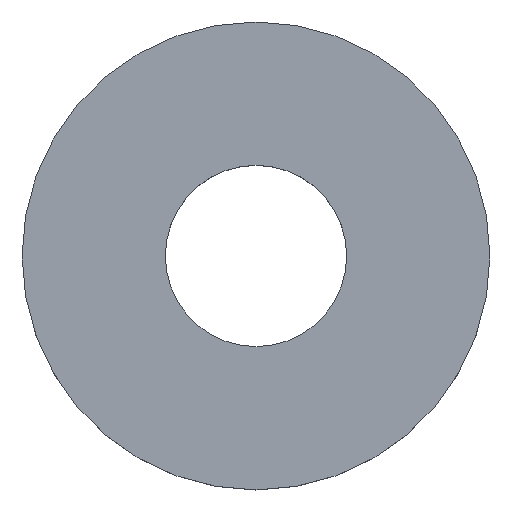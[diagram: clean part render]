
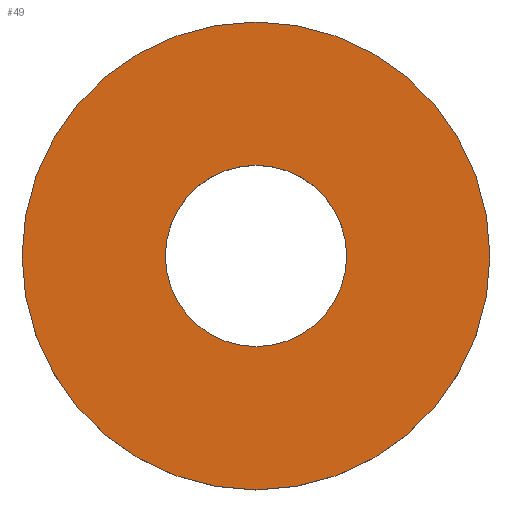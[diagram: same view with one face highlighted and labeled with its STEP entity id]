
A CAD part, top view. The second image highlights one B-rep face of the part: STEP entity #49.
In plain terms, the highlighted planar face has unit normal (0, 0, 1).
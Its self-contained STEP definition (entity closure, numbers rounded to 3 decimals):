
#49=ADVANCED_FACE('',(#61,#63),#65,.T.);
#61=FACE_BOUND('',#62,.T.);
#62=EDGE_LOOP('',(#90));
#63=FACE_BOUND('',#64,.T.);
#64=EDGE_LOOP('',(#91));
#65=PLANE('',#66);
#66=AXIS2_PLACEMENT_3D('',#67,#68,#69);
#67=CARTESIAN_POINT('',(0.,0.,2.));
#68=DIRECTION('',(0.,0.,1.));
#69=DIRECTION('',(-1.,0.,0.));
#90=ORIENTED_EDGE('',*,*,#98,.T.);
#91=ORIENTED_EDGE('',*,*,#99,.T.);
#98=EDGE_CURVE('',#104,#104,#105,.T.);
#99=EDGE_CURVE('',#106,#106,#107,.F.);
#104=VERTEX_POINT('',#118);
#105=CIRCLE('',#119,8.);
#106=VERTEX_POINT('',#123);
#107=CIRCLE('',#124,3.1);
#118=CARTESIAN_POINT('',(-8.,0.,2.));
#119=AXIS2_PLACEMENT_3D('',#120,#121,#122);
#120=CARTESIAN_POINT('',(0.,0.,2.));
#121=DIRECTION('',(0.,0.,1.));
#122=DIRECTION('',(-1.,0.,0.));
#123=CARTESIAN_POINT('',(-3.1,0.,2.));
#124=AXIS2_PLACEMENT_3D('',#125,#126,#127);
#125=CARTESIAN_POINT('',(0.,0.,2.));
#126=DIRECTION('',(0.,0.,1.));
#127=DIRECTION('',(-1.,0.,0.));
